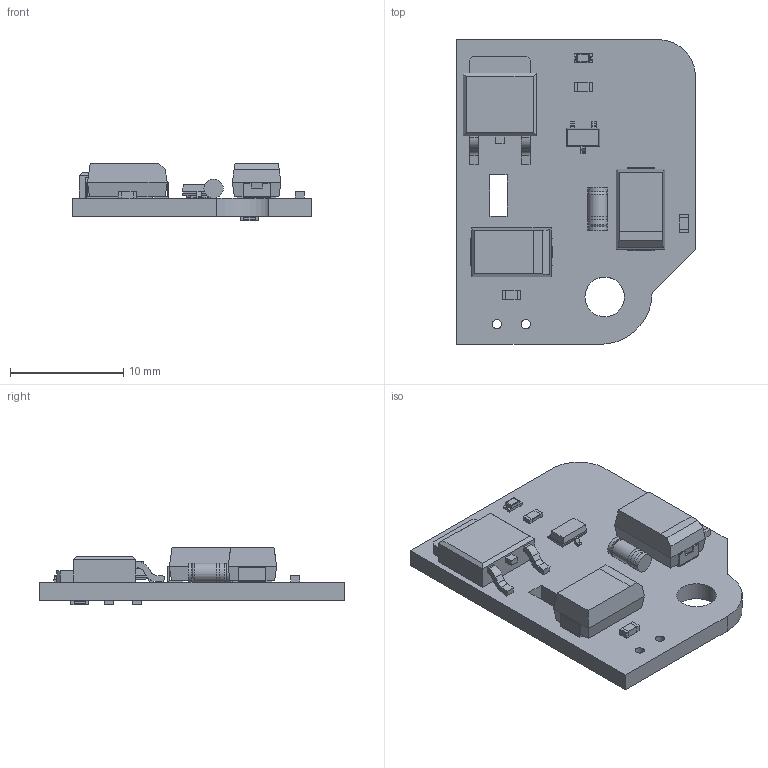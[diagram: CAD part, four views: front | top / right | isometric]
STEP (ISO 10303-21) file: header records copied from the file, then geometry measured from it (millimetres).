
FILE_DESCRIPTION(('FreeCAD Model'),'2;1');
FILE_NAME( 'demo.step', '2017-09-07T18:59:50',('kicad StepUp'),('ksu MCAD'), 'Open CASCADE STEP processor 7.1','FreeCAD','Unknown');
FILE_SCHEMA(('AUTOMOTIVE_DESIGN { 1 0 10303 214 1 1 1 1 }'));
Length unit declared in the file: millimetre
Products named in the file (18): demo; Board_Geoms; Pcb; Step_Models; Top; cap_0603_; dpak-to252_; sot23_; sod80_; res_0603_003; led0603_; c_tant_D_; c_tant_D_001; cap_0603_001; Bot; res_0603_; res_0603_001; res_0603_002
Assembly tree (17 placements, depth 4):
  demo
    Board_Geoms
      Pcb
    Step_Models
      Top
        cap_0603_
        dpak-to252_
        sot23_
        sod80_
        res_0603_003
        led0603_
        c_tant_D_
        c_tant_D_001
        cap_0603_001
      Bot
        res_0603_
        res_0603_001
        res_0603_002
Bounding box: 21.08 x 26.92 x 5.1 mm (x, y, z)
Volume: 1112.2 mm3; surface area: 1741.2 mm2
Topology: 13 solids, 13 shells, 401 faces, 967 edges, 592 vertices
Faces by surface type: bspline 219, plane 152, cylinder 28, torus 2
Full cylindrical faces by diameter (mm): 0.813 x2, 1.7 x5, 3.5 x1
Entity records: 16107 total; most frequent: CARTESIAN_POINT 5533, ORIENTED_EDGE 1934, EDGE_CURVE 967, DIRECTION 903, VERTEX_POINT 592, B_SPLINE_CURVE_WITH_KNOTS 480, FACE_BOUND 417, EDGE_LOOP 417
